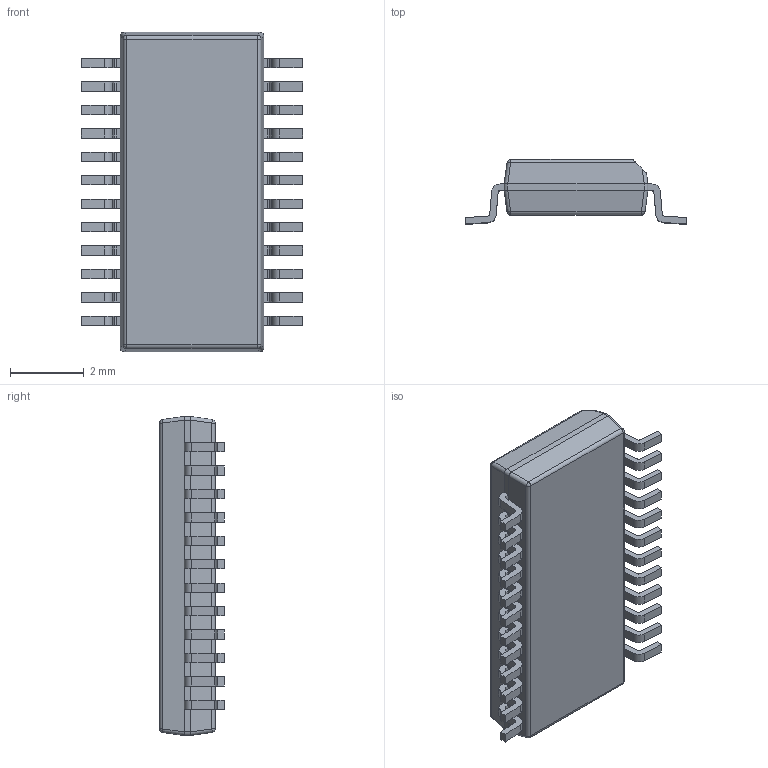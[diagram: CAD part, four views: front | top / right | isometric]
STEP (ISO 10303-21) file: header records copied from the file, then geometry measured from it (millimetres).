
FILE_DESCRIPTION (( 'STEP AP214' ), '1' );
FILE_NAME ('SI4735-D60-GU.STEP', '2023-12-20T10:10:33', ( '' ), ( '' ), 'SwSTEP 2.0', 'SolidWorks 2021', '' );
FILE_SCHEMA (( 'AUTOMOTIVE_DESIGN' ));
Length unit declared in the file: millimetre
Products named in the file (1): SI4735-D60-GU
Bounding box: 6 x 1.75 x 8.65 mm (x, y, z)
Volume: 50.3 mm3; surface area: 135.9 mm2
Topology: 26 solids, 26 shells, 383 faces, 978 edges, 642 vertices
Faces by surface type: plane 258, cylinder 119, sphere 6
Entity records: 11739 total; most frequent: CARTESIAN_POINT 2082, ORIENTED_EDGE 1944, DIRECTION 1930, EDGE_CURVE 972, VECTOR 726, LINE 726, VERTEX_POINT 642, AXIS2_PLACEMENT_3D 602
